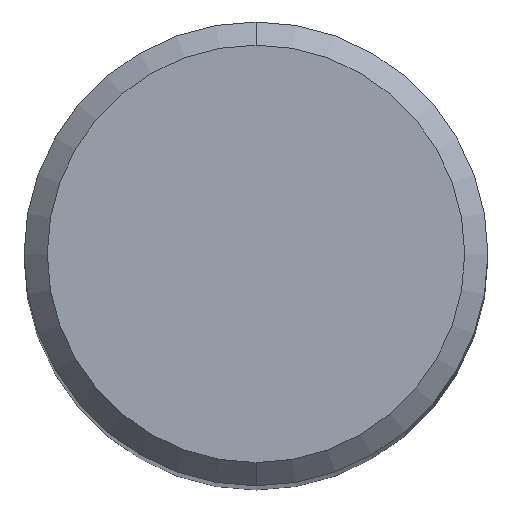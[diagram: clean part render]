
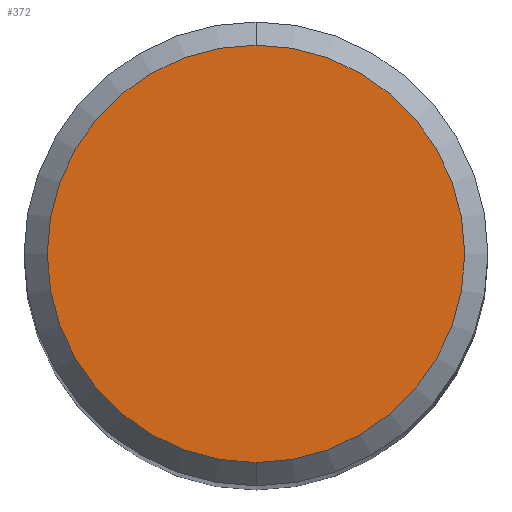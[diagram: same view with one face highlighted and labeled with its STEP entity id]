
A CAD part, top view. The second image highlights one B-rep face of the part: STEP entity #372.
In plain terms, the highlighted planar face has unit normal (0, 0, 1).
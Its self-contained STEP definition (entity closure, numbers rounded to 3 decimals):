
#176=EDGE_CURVE('',#414,#434,#477,.T.);
#280=EDGE_CURVE('',#434,#414,#589,.T.);
#372=ADVANCED_FACE('',(#693),#694,.T.);
#414=VERTEX_POINT('',#739);
#434=VERTEX_POINT('',#762);
#477=CIRCLE('',#802,3.6);
#589=CIRCLE('',#1022,3.6);
#693=FACE_OUTER_BOUND('',#1235,.T.);
#694=PLANE('',#1236);
#739=CARTESIAN_POINT('',(0.0,3.6,0.0));
#762=CARTESIAN_POINT('',(0.,-3.6,0.0));
#802=AXIS2_PLACEMENT_3D('',#1435,#1436,#1437);
#1022=AXIS2_PLACEMENT_3D('',#1538,#1539,#1540);
#1235=EDGE_LOOP('',(#1678,#1679));
#1236=AXIS2_PLACEMENT_3D('',#1680,#1681,#1682);
#1435=CARTESIAN_POINT('',(0.0,0.0,0.0));
#1436=DIRECTION('',(0.0,0.0,-1.0));
#1437=DIRECTION('',(0.0,1.0,0.0));
#1538=CARTESIAN_POINT('',(0.0,0.0,0.0));
#1539=DIRECTION('',(0.0,0.0,-1.0));
#1540=DIRECTION('',(0.0,1.0,0.0));
#1678=ORIENTED_EDGE('',*,*,#176,.F.);
#1679=ORIENTED_EDGE('',*,*,#280,.F.);
#1680=CARTESIAN_POINT('',(0.0,1.8,0.0));
#1681=DIRECTION('',(-0.0,0.0,1.0));
#1682=DIRECTION('',(0.0,-1.0,0.0));
